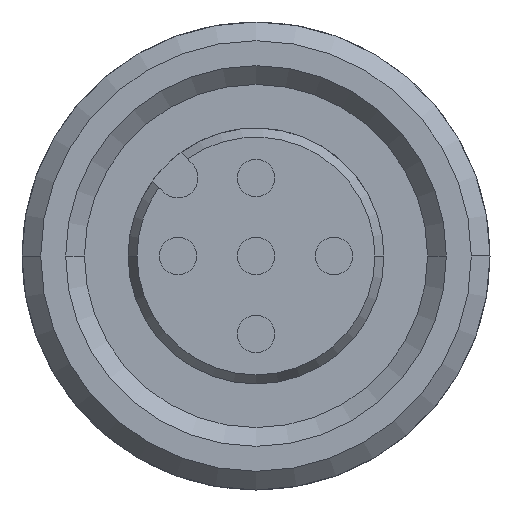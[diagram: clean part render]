
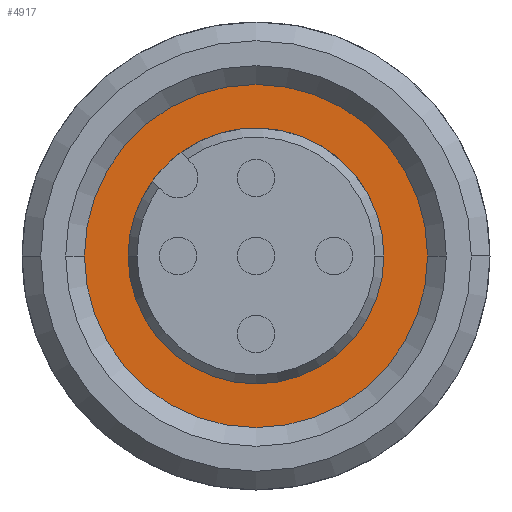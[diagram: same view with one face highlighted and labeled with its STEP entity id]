
A CAD part, left-side view. The second image highlights one B-rep face of the part: STEP entity #4917.
In plain terms, the highlighted planar face has unit normal (-1, 0, 0).
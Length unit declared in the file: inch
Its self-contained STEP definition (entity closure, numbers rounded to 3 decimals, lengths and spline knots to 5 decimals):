
#193 = DIRECTION ( 'NONE',  ( 1., 0., 0. ) ) ;
#601 = VERTEX_POINT ( 'NONE', #3193 ) ;
#650 = EDGE_CURVE ( 'NONE', #5162, #601, #5771, .T. ) ;
#674 = CARTESIAN_POINT ( 'NONE',  ( -0.16535, 0., 0. ) ) ;
#692 = DIRECTION ( 'NONE',  ( 0., -1., 0. ) ) ;
#719 = EDGE_LOOP ( 'NONE', ( #2189, #3867 ) ) ;
#909 = CIRCLE ( 'NONE', #2210, 0.16142 ) ;
#959 = CARTESIAN_POINT ( 'NONE',  ( -0.16535, 0.16142, 0. ) ) ;
#967 = DIRECTION ( 'NONE',  ( 0., -1., 0. ) ) ;
#1096 = DIRECTION ( 'NONE',  ( 0., -1., 0. ) ) ;
#1350 = AXIS2_PLACEMENT_3D ( 'NONE', #1471, #5025, #1491 ) ;
#1471 = CARTESIAN_POINT ( 'NONE',  ( -0.16535, 0., -0.18898 ) ) ;
#1491 = DIRECTION ( 'NONE',  ( 0., 0., 1. ) ) ;
#1540 = FACE_OUTER_BOUND ( 'NONE', #3095, .T. ) ;
#2043 = CARTESIAN_POINT ( 'NONE',  ( -0.16535, -0.21654, 0. ) ) ;
#2119 = ORIENTED_EDGE ( 'NONE', *, *, #2789, .T. ) ;
#2189 = ORIENTED_EDGE ( 'NONE', *, *, #3610, .T. ) ;
#2210 = AXIS2_PLACEMENT_3D ( 'NONE', #4063, #2311, #2769 ) ;
#2213 = ORIENTED_EDGE ( 'NONE', *, *, #5789, .T. ) ;
#2253 = VERTEX_POINT ( 'NONE', #4675 ) ;
#2311 = DIRECTION ( 'NONE',  ( 1., 0., 0. ) ) ;
#2340 = DIRECTION ( 'NONE',  ( -1., 0., 0. ) ) ;
#2769 = DIRECTION ( 'NONE',  ( 0., -1., 0. ) ) ;
#2789 = EDGE_CURVE ( 'NONE', #2253, #4491, #3902, .T. ) ;
#2980 = DIRECTION ( 'NONE',  ( -1., 0., 0. ) ) ;
#3095 = EDGE_LOOP ( 'NONE', ( #2213, #2119 ) ) ;
#3190 = AXIS2_PLACEMENT_3D ( 'NONE', #5218, #2980, #692 ) ;
#3193 = CARTESIAN_POINT ( 'NONE',  ( -0.16535, -0.16142, 0. ) ) ;
#3610 = EDGE_CURVE ( 'NONE', #601, #5162, #909, .T. ) ;
#3626 = AXIS2_PLACEMENT_3D ( 'NONE', #674, #193, #1096 ) ;
#3867 = ORIENTED_EDGE ( 'NONE', *, *, #650, .T. ) ;
#3902 = CIRCLE ( 'NONE', #4446, 0.21654 ) ;
#4063 = CARTESIAN_POINT ( 'NONE',  ( -0.16535, 0., 0. ) ) ;
#4446 = AXIS2_PLACEMENT_3D ( 'NONE', #4575, #2340, #967 ) ;
#4470 = FACE_BOUND ( 'NONE', #719, .T. ) ;
#4491 = VERTEX_POINT ( 'NONE', #2043 ) ;
#4575 = CARTESIAN_POINT ( 'NONE',  ( -0.16535, 0., 0. ) ) ;
#4622 = PLANE ( 'NONE',  #1350 ) ;
#4675 = CARTESIAN_POINT ( 'NONE',  ( -0.16535, 0.21654, 0. ) ) ;
#4917 = ADVANCED_FACE ( 'NONE', ( #4470, #1540 ), #4622, .T. ) ;
#5025 = DIRECTION ( 'NONE',  ( -1., 0., 0. ) ) ;
#5162 = VERTEX_POINT ( 'NONE', #959 ) ;
#5218 = CARTESIAN_POINT ( 'NONE',  ( -0.16535, 0., 0. ) ) ;
#5342 = CIRCLE ( 'NONE', #3190, 0.21654 ) ;
#5771 = CIRCLE ( 'NONE', #3626, 0.16142 ) ;
#5789 = EDGE_CURVE ( 'NONE', #4491, #2253, #5342, .T. ) ;
